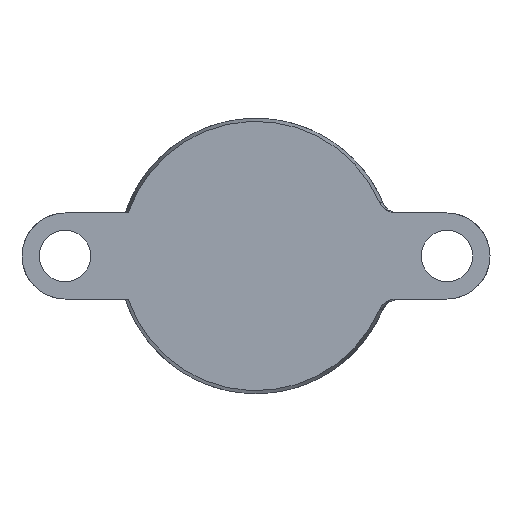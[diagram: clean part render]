
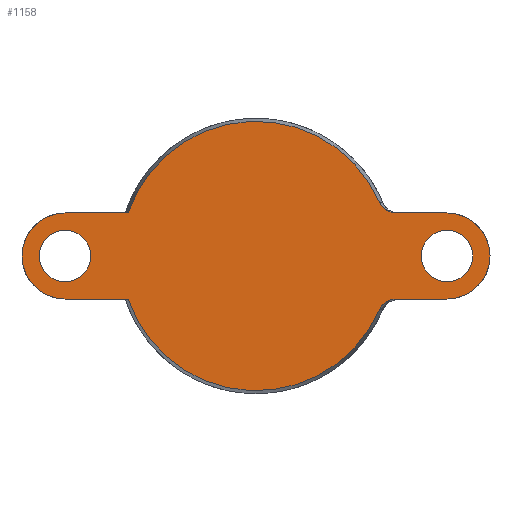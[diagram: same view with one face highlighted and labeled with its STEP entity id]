
A CAD part, front view. The second image highlights one B-rep face of the part: STEP entity #1158.
In plain terms, the highlighted planar face has unit normal (0, -1, 0).
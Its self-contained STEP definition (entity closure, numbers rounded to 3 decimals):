
#2 = DIRECTION ( 'NONE',  ( 0., 0., -1. ) ) ;
#8 = EDGE_CURVE ( 'NONE', #1257, #192, #207, .T. ) ;
#10 = CARTESIAN_POINT ( 'NONE',  ( 37.397, 0., -13.606 ) ) ;
#23 = CARTESIAN_POINT ( 'NONE',  ( 36.124, 0., 15.081 ) ) ;
#42 = CARTESIAN_POINT ( 'NONE',  ( 38.008, 0., 13.187 ) ) ;
#86 = EDGE_CURVE ( 'NONE', #1247, #222, #977, .T. ) ;
#87 = CARTESIAN_POINT ( 'NONE',  ( 39.592, 0., -12.572 ) ) ;
#89 = DIRECTION ( 'NONE',  ( 1., 0., 0. ) ) ;
#94 = ORIENTED_EDGE ( 'NONE', *, *, #443, .T. ) ;
#98 = CARTESIAN_POINT ( 'NONE',  ( 36.124, 0., -15.081 ) ) ;
#115 = CARTESIAN_POINT ( 'NONE',  ( 15., 0., 12.5 ) ) ;
#118 = DIRECTION ( 'NONE',  ( 0., -1., 0. ) ) ;
#120 = VECTOR ( 'NONE', #89, 1000. ) ;
#121 = B_SPLINE_CURVE_WITH_KNOTS ( 'NONE', 3,
 ( #1224, #816, #223, #1219, #1213, #315, #42, #526, #505, #906, #1230, #513, #23, #713 ),
 .UNSPECIFIED., .F., .F.,
 ( 4, 2, 2, 2, 2, 2, 4 ),
 ( 0., 0.001, 0.002, 0.003, 0.004, 0.004, 0.006 ),
 .UNSPECIFIED. ) ;
#140 = CARTESIAN_POINT ( 'NONE',  ( -55.5, 0., 0. ) ) ;
#192 = VERTEX_POINT ( 'NONE', #1017 ) ;
#203 = VERTEX_POINT ( 'NONE', #1111 ) ;
#207 = CIRCLE ( 'NONE', #1134, 12.5 ) ;
#214 = CARTESIAN_POINT ( 'NONE',  ( 38.663, 0., -12.866 ) ) ;
#222 = VERTEX_POINT ( 'NONE', #1228 ) ;
#223 = CARTESIAN_POINT ( 'NONE',  ( 39.603, 0., 12.57 ) ) ;
#229 = AXIS2_PLACEMENT_3D ( 'NONE', #1016, #500, #811 ) ;
#231 = CIRCLE ( 'NONE', #756, 39.143 ) ;
#278 = VERTEX_POINT ( 'NONE', #354 ) ;
#280 = CARTESIAN_POINT ( 'NONE',  ( 38.891, 0., -12.781 ) ) ;
#286 = CIRCLE ( 'NONE', #672, 12.5 ) ;
#309 = CARTESIAN_POINT ( 'NONE',  ( -15., 0., -12.5 ) ) ;
#315 = CARTESIAN_POINT ( 'NONE',  ( 38.221, 0., 13.07 ) ) ;
#354 = CARTESIAN_POINT ( 'NONE',  ( 55.5, 0., -12.5 ) ) ;
#376 = CARTESIAN_POINT ( 'NONE',  ( 40.579, 0., -12.5 ) ) ;
#386 = DIRECTION ( 'NONE',  ( 0., 1., 0. ) ) ;
#388 = EDGE_CURVE ( 'NONE', #222, #278, #286, .T. ) ;
#399 = VECTOR ( 'NONE', #503, 1000. ) ;
#409 = DIRECTION ( 'NONE',  ( 1., 0., 0. ) ) ;
#420 = VERTEX_POINT ( 'NONE', #1273 ) ;
#443 = EDGE_CURVE ( 'NONE', #203, #420, #610, .T. ) ;
#447 = LINE ( 'NONE', #1234, #1095 ) ;
#451 = ORIENTED_EDGE ( 'NONE', *, *, #541, .T. ) ;
#461 = EDGE_CURVE ( 'NONE', #719, #719, #1180, .T. ) ;
#471 = ORIENTED_EDGE ( 'NONE', *, *, #1285, .T. ) ;
#491 = FACE_OUTER_BOUND ( 'NONE', #496, .T. ) ;
#494 = CARTESIAN_POINT ( 'NONE',  ( 36.857, 0., -14.106 ) ) ;
#496 = EDGE_LOOP ( 'NONE', ( #952, #786, #451, #471, #1084, #681, #1010, #94, #902, #984 ) ) ;
#500 = DIRECTION ( 'NONE',  ( 0., -1., 0. ) ) ;
#503 = DIRECTION ( 'NONE',  ( -1., 0., 0. ) ) ;
#505 = CARTESIAN_POINT ( 'NONE',  ( 37.4, 0., 13.603 ) ) ;
#513 = CARTESIAN_POINT ( 'NONE',  ( 36.388, 0., 14.659 ) ) ;
#526 = CARTESIAN_POINT ( 'NONE',  ( 37.598, 0., 13.453 ) ) ;
#541 = EDGE_CURVE ( 'NONE', #1081, #1274, #654, .T. ) ;
#549 = CARTESIAN_POINT ( 'NONE',  ( -37.093, 0., -12.5 ) ) ;
#558 = DIRECTION ( 'NONE',  ( 0., 1., 0. ) ) ;
#560 = CARTESIAN_POINT ( 'NONE',  ( 55.5, 0., 0. ) ) ;
#567 = DIRECTION ( 'NONE',  ( 0., 0., 1. ) ) ;
#600 = DIRECTION ( 'NONE',  ( 0., -1., 0. ) ) ;
#601 = EDGE_LOOP ( 'NONE', ( #1162 ) ) ;
#610 = B_SPLINE_CURVE_WITH_KNOTS ( 'NONE', 3,
 ( #983, #98, #992, #494, #895, #10, #1278, #1170, #796, #214, #280, #87, #878, #376 ),
 .UNSPECIFIED., .F., .F.,
 ( 4, 2, 2, 2, 2, 2, 4 ),
 ( 0., 0.001, 0.002, 0.003, 0.004, 0.004, 0.006 ),
 .UNSPECIFIED. ) ;
#617 = AXIS2_PLACEMENT_3D ( 'NONE', #680, #386, #567 ) ;
#654 = CIRCLE ( 'NONE', #229, 39.143 ) ;
#671 = CARTESIAN_POINT ( 'NONE',  ( -37.093, 0., 12.5 ) ) ;
#672 = AXIS2_PLACEMENT_3D ( 'NONE', #1058, #558, #955 ) ;
#680 = CARTESIAN_POINT ( 'NONE',  ( -39.143, 0., 0. ) ) ;
#681 = ORIENTED_EDGE ( 'NONE', *, *, #928, .T. ) ;
#713 = CARTESIAN_POINT ( 'NONE',  ( 35.928, 0., 15.535 ) ) ;
#719 = VERTEX_POINT ( 'NONE', #1107 ) ;
#756 = AXIS2_PLACEMENT_3D ( 'NONE', #794, #1272, #1070 ) ;
#768 = EDGE_CURVE ( 'NONE', #1018, #203, #231, .T. ) ;
#786 = ORIENTED_EDGE ( 'NONE', *, *, #886, .T. ) ;
#792 = CARTESIAN_POINT ( 'NONE',  ( 55.5, 0., 7.5 ) ) ;
#793 = ORIENTED_EDGE ( 'NONE', *, *, #461, .F. ) ;
#794 = CARTESIAN_POINT ( 'NONE',  ( 0., 0., 0. ) ) ;
#796 = CARTESIAN_POINT ( 'NONE',  ( 38.218, 0., -13.072 ) ) ;
#799 = AXIS2_PLACEMENT_3D ( 'NONE', #560, #1075, #1068 ) ;
#803 = VECTOR ( 'NONE', #409, 1000. ) ;
#811 = DIRECTION ( 'NONE',  ( 0., 0., -1. ) ) ;
#814 = CARTESIAN_POINT ( 'NONE',  ( -15., 0., 12.5 ) ) ;
#816 = CARTESIAN_POINT ( 'NONE',  ( 40.085, 0., 12.5 ) ) ;
#844 = DIRECTION ( 'NONE',  ( -1., 0., 0. ) ) ;
#878 = CARTESIAN_POINT ( 'NONE',  ( 40.085, 0., -12.5 ) ) ;
#886 = EDGE_CURVE ( 'NONE', #1247, #1081, #121, .T. ) ;
#895 = CARTESIAN_POINT ( 'NONE',  ( 37.031, 0., -13.929 ) ) ;
#902 = ORIENTED_EDGE ( 'NONE', *, *, #1045, .F. ) ;
#906 = CARTESIAN_POINT ( 'NONE',  ( 37.032, 0., 13.927 ) ) ;
#921 = DIRECTION ( 'NONE',  ( 0., 0., 1. ) ) ;
#928 = EDGE_CURVE ( 'NONE', #192, #1018, #1208, .T. ) ;
#952 = ORIENTED_EDGE ( 'NONE', *, *, #86, .F. ) ;
#955 = DIRECTION ( 'NONE',  ( 0., 0., -1. ) ) ;
#977 = LINE ( 'NONE', #115, #120 ) ;
#979 = FACE_BOUND ( 'NONE', #601, .T. ) ;
#983 = CARTESIAN_POINT ( 'NONE',  ( 35.928, 0., -15.535 ) ) ;
#984 = ORIENTED_EDGE ( 'NONE', *, *, #388, .F. ) ;
#992 = CARTESIAN_POINT ( 'NONE',  ( 36.381, 0., -14.668 ) ) ;
#1010 = ORIENTED_EDGE ( 'NONE', *, *, #768, .T. ) ;
#1016 = CARTESIAN_POINT ( 'NONE',  ( 0., 0., 0. ) ) ;
#1017 = CARTESIAN_POINT ( 'NONE',  ( -55.5, 0., -12.5 ) ) ;
#1018 = VERTEX_POINT ( 'NONE', #549 ) ;
#1045 = EDGE_CURVE ( 'NONE', #278, #420, #447, .T. ) ;
#1058 = CARTESIAN_POINT ( 'NONE',  ( 55.5, 0., 0. ) ) ;
#1068 = DIRECTION ( 'NONE',  ( 0., 0., 1. ) ) ;
#1070 = DIRECTION ( 'NONE',  ( 0., 0., -1. ) ) ;
#1075 = DIRECTION ( 'NONE',  ( 0., 1., 0. ) ) ;
#1081 = VERTEX_POINT ( 'NONE', #1128 ) ;
#1084 = ORIENTED_EDGE ( 'NONE', *, *, #8, .T. ) ;
#1085 = CARTESIAN_POINT ( 'NONE',  ( -55.5, 0., 12.5 ) ) ;
#1095 = VECTOR ( 'NONE', #844, 1000. ) ;
#1107 = CARTESIAN_POINT ( 'NONE',  ( -55.5, 0., 7.5 ) ) ;
#1111 = CARTESIAN_POINT ( 'NONE',  ( 35.928, 0., -15.535 ) ) ;
#1121 = LINE ( 'NONE', #814, #399 ) ;
#1128 = CARTESIAN_POINT ( 'NONE',  ( 35.928, 0., 15.535 ) ) ;
#1134 = AXIS2_PLACEMENT_3D ( 'NONE', #1179, #600, #2 ) ;
#1158 = ADVANCED_FACE ( 'NONE', ( #491, #979, #1275 ), #1166, .F. ) ;
#1161 = CARTESIAN_POINT ( 'NONE',  ( 40.579, 0., 12.5 ) ) ;
#1162 = ORIENTED_EDGE ( 'NONE', *, *, #1281, .T. ) ;
#1166 = PLANE ( 'NONE',  #617 ) ;
#1170 = CARTESIAN_POINT ( 'NONE',  ( 38., 0., -13.192 ) ) ;
#1179 = CARTESIAN_POINT ( 'NONE',  ( -55.5, 0., 0. ) ) ;
#1180 = CIRCLE ( 'NONE', #1225, 7.5 ) ;
#1190 = EDGE_LOOP ( 'NONE', ( #793 ) ) ;
#1194 = VERTEX_POINT ( 'NONE', #792 ) ;
#1208 = LINE ( 'NONE', #309, #803 ) ;
#1213 = CARTESIAN_POINT ( 'NONE',  ( 38.665, 0., 12.866 ) ) ;
#1219 = CARTESIAN_POINT ( 'NONE',  ( 38.897, 0., 12.778 ) ) ;
#1224 = CARTESIAN_POINT ( 'NONE',  ( 40.579, 0., 12.5 ) ) ;
#1225 = AXIS2_PLACEMENT_3D ( 'NONE', #140, #118, #921 ) ;
#1228 = CARTESIAN_POINT ( 'NONE',  ( 55.5, 0., 12.5 ) ) ;
#1230 = CARTESIAN_POINT ( 'NONE',  ( 36.861, 0., 14.101 ) ) ;
#1234 = CARTESIAN_POINT ( 'NONE',  ( 15., 0., -12.5 ) ) ;
#1241 = CIRCLE ( 'NONE', #799, 7.5 ) ;
#1247 = VERTEX_POINT ( 'NONE', #1161 ) ;
#1257 = VERTEX_POINT ( 'NONE', #1085 ) ;
#1272 = DIRECTION ( 'NONE',  ( 0., -1., 0. ) ) ;
#1273 = CARTESIAN_POINT ( 'NONE',  ( 40.579, 0., -12.5 ) ) ;
#1274 = VERTEX_POINT ( 'NONE', #671 ) ;
#1275 = FACE_BOUND ( 'NONE', #1190, .T. ) ;
#1278 = CARTESIAN_POINT ( 'NONE',  ( 37.591, 0., -13.458 ) ) ;
#1281 = EDGE_CURVE ( 'NONE', #1194, #1194, #1241, .T. ) ;
#1285 = EDGE_CURVE ( 'NONE', #1274, #1257, #1121, .T. ) ;
